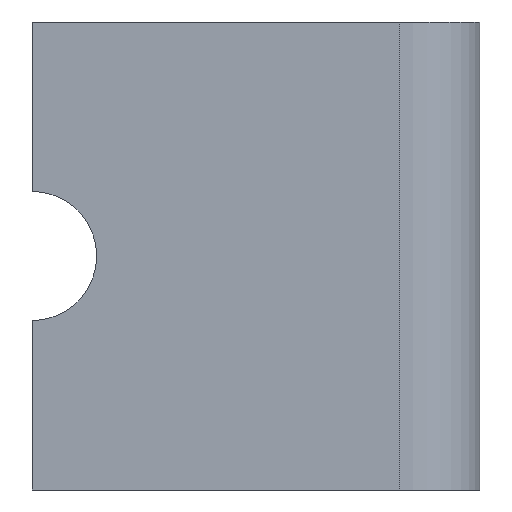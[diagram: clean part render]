
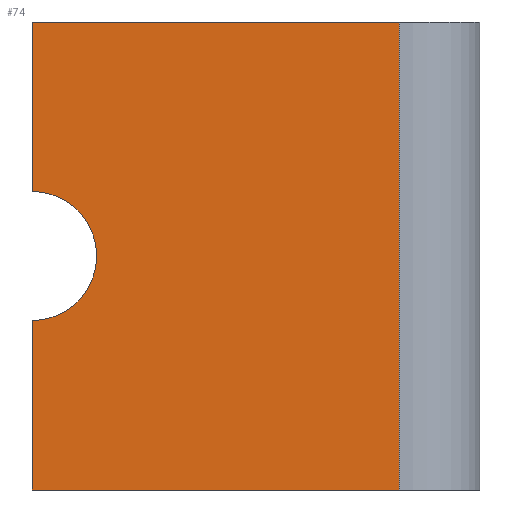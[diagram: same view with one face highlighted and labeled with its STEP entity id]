
A CAD part, left-side view. The second image highlights one B-rep face of the part: STEP entity #74.
In plain terms, the highlighted planar face has unit normal (-1, 0, 0).
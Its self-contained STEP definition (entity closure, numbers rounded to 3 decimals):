
#2 = PLANE ( 'NONE',  #716 ) ;
#10 = CARTESIAN_POINT ( 'NONE',  ( -10., 45.5, 21. ) ) ;
#12 = ORIENTED_EDGE ( 'NONE', *, *, #724, .T. ) ;
#39 = CARTESIAN_POINT ( 'NONE',  ( -10., 45.5, 58. ) ) ;
#43 = CARTESIAN_POINT ( 'NONE',  ( -10., 45.5, 0. ) ) ;
#50 = AXIS2_PLACEMENT_3D ( 'NONE', #323, #557, #236 ) ;
#56 = EDGE_LOOP ( 'NONE', ( #12, #259, #245, #749, #688, #764 ) ) ;
#66 = CARTESIAN_POINT ( 'NONE',  ( -10., 45.5, 37. ) ) ;
#74 = ADVANCED_FACE ( 'NONE', ( #492 ), #2, .F. ) ;
#91 = CARTESIAN_POINT ( 'NONE',  ( -10., 0., 0. ) ) ;
#102 = EDGE_CURVE ( 'NONE', #491, #305, #124, .T. ) ;
#124 = LINE ( 'NONE', #761, #509 ) ;
#141 = EDGE_CURVE ( 'NONE', #602, #491, #767, .T. ) ;
#155 = CARTESIAN_POINT ( 'NONE',  ( -10., 0., 0. ) ) ;
#160 = EDGE_CURVE ( 'NONE', #517, #379, #181, .T. ) ;
#175 = DIRECTION ( 'NONE',  ( 0., 0., -1. ) ) ;
#181 = LINE ( 'NONE', #300, #273 ) ;
#191 = VERTEX_POINT ( 'NONE', #155 ) ;
#195 = DIRECTION ( 'NONE',  ( 0., -1., 0. ) ) ;
#236 = DIRECTION ( 'NONE',  ( 0., 0., -1. ) ) ;
#245 = ORIENTED_EDGE ( 'NONE', *, *, #102, .T. ) ;
#253 = CARTESIAN_POINT ( 'NONE',  ( -10., 0., 58. ) ) ;
#259 = ORIENTED_EDGE ( 'NONE', *, *, #141, .T. ) ;
#273 = VECTOR ( 'NONE', #195, 1000. ) ;
#285 = LINE ( 'NONE', #39, #658 ) ;
#300 = CARTESIAN_POINT ( 'NONE',  ( -10., 0., 58. ) ) ;
#301 = DIRECTION ( 'NONE',  ( 0., 0., -1. ) ) ;
#305 = VERTEX_POINT ( 'NONE', #43 ) ;
#323 = CARTESIAN_POINT ( 'NONE',  ( -10., 45.5, 29. ) ) ;
#341 = VECTOR ( 'NONE', #301, 1000. ) ;
#342 = DIRECTION ( 'NONE',  ( 0., -1., 0. ) ) ;
#354 = EDGE_CURVE ( 'NONE', #379, #191, #747, .T. ) ;
#357 = CARTESIAN_POINT ( 'NONE',  ( -10., 0., 58. ) ) ;
#379 = VERTEX_POINT ( 'NONE', #357 ) ;
#467 = LINE ( 'NONE', #91, #476 ) ;
#476 = VECTOR ( 'NONE', #342, 1000. ) ;
#491 = VERTEX_POINT ( 'NONE', #10 ) ;
#492 = FACE_OUTER_BOUND ( 'NONE', #56, .T. ) ;
#500 = DIRECTION ( 'NONE',  ( 1., 0., 0. ) ) ;
#509 = VECTOR ( 'NONE', #175, 1000. ) ;
#517 = VERTEX_POINT ( 'NONE', #649 ) ;
#557 = DIRECTION ( 'NONE',  ( 1., 0., 0. ) ) ;
#602 = VERTEX_POINT ( 'NONE', #66 ) ;
#649 = CARTESIAN_POINT ( 'NONE',  ( -10., 45.5, 58. ) ) ;
#652 = DIRECTION ( 'NONE',  ( 0., 0., -1. ) ) ;
#658 = VECTOR ( 'NONE', #652, 1000. ) ;
#667 = CARTESIAN_POINT ( 'NONE',  ( -10., 0., 58. ) ) ;
#688 = ORIENTED_EDGE ( 'NONE', *, *, #354, .F. ) ;
#716 = AXIS2_PLACEMENT_3D ( 'NONE', #253, #500, #754 ) ;
#724 = EDGE_CURVE ( 'NONE', #517, #602, #285, .T. ) ;
#747 = LINE ( 'NONE', #667, #341 ) ;
#749 = ORIENTED_EDGE ( 'NONE', *, *, #750, .T. ) ;
#750 = EDGE_CURVE ( 'NONE', #305, #191, #467, .T. ) ;
#754 = DIRECTION ( 'NONE',  ( 0., 0., -1. ) ) ;
#761 = CARTESIAN_POINT ( 'NONE',  ( -10., 45.5, 58. ) ) ;
#764 = ORIENTED_EDGE ( 'NONE', *, *, #160, .F. ) ;
#767 = CIRCLE ( 'NONE', #50, 8. ) ;
